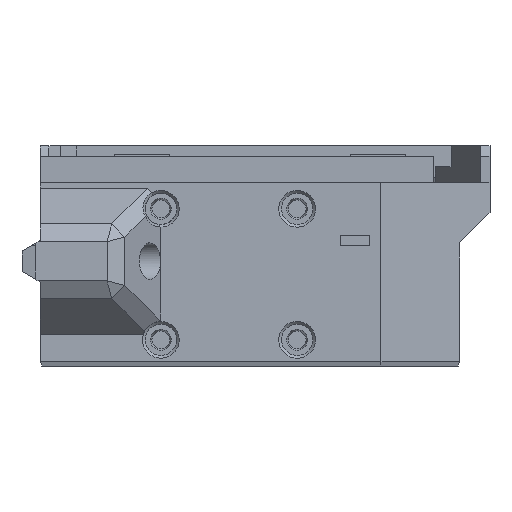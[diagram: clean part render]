
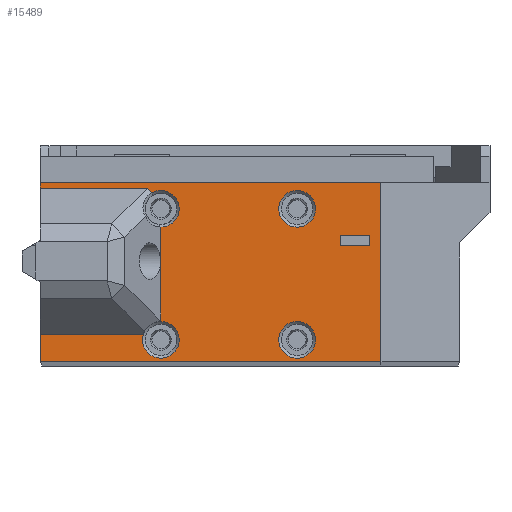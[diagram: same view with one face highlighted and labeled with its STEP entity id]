
A CAD part, front view. The second image highlights one B-rep face of the part: STEP entity #15489.
In plain terms, the highlighted planar face has unit normal (0, -1, 0).
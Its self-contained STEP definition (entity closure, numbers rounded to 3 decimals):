
#254=FACE_BOUND('',#2123,.T.);
#255=FACE_BOUND('',#2124,.T.);
#256=FACE_BOUND('',#2125,.T.);
#546=CIRCLE('',#16437,3.5);
#547=CIRCLE('',#16443,3.5);
#548=CIRCLE('',#16447,3.5);
#549=CIRCLE('',#16449,3.5);
#550=CIRCLE('',#16450,3.5);
#1221=FACE_OUTER_BOUND('',#2122,.T.);
#2122=EDGE_LOOP('',(#12536,#12537,#12538,#12539,#12540,#12541,#12542,#12543,
#12544,#12545,#12546,#12547,#12548,#12549));
#2123=EDGE_LOOP('',(#12550));
#2124=EDGE_LOOP('',(#12551,#12552,#12553,#12554));
#2125=EDGE_LOOP('',(#12555));
#2695=LINE('',#21787,#4520);
#3428=LINE('',#23895,#5253);
#3431=LINE('',#23900,#5256);
#3433=LINE('',#23904,#5258);
#3435=LINE('',#23907,#5260);
#3437=LINE('',#23914,#5262);
#3441=LINE('',#23919,#5266);
#3442=LINE('',#23921,#5267);
#3444=LINE('',#23938,#5269);
#3606=LINE('',#24307,#5431);
#3735=LINE('',#24654,#5560);
#3766=LINE('',#24771,#5591);
#3767=LINE('',#24773,#5592);
#3768=LINE('',#24774,#5593);
#3769=LINE('',#24775,#5594);
#4520=VECTOR('',#17387,10.);
#5253=VECTOR('',#19194,10.);
#5256=VECTOR('',#19199,10.);
#5258=VECTOR('',#19203,10.);
#5260=VECTOR('',#19207,10.);
#5262=VECTOR('',#19215,10.);
#5266=VECTOR('',#19221,10.);
#5267=VECTOR('',#19222,10.);
#5269=VECTOR('',#19236,10.);
#5431=VECTOR('',#19552,10.);
#5560=VECTOR('',#19839,10.);
#5591=VECTOR('',#19906,10.);
#5592=VECTOR('',#19907,10.);
#5593=VECTOR('',#19908,10.);
#5594=VECTOR('',#19909,10.);
#6370=VERTEX_POINT('',#21784);
#6371=VERTEX_POINT('',#21786);
#6806=VERTEX_POINT('',#23048);
#6887=VERTEX_POINT('',#23381);
#6888=VERTEX_POINT('',#23383);
#6986=VERTEX_POINT('',#23889);
#6987=VERTEX_POINT('',#23893);
#6988=VERTEX_POINT('',#23894);
#6989=VERTEX_POINT('',#23899);
#6990=VERTEX_POINT('',#23903);
#6991=VERTEX_POINT('',#23909);
#6992=VERTEX_POINT('',#23913);
#6993=VERTEX_POINT('',#23920);
#6994=VERTEX_POINT('',#23926);
#6995=VERTEX_POINT('',#23932);
#6996=VERTEX_POINT('',#23937);
#7114=VERTEX_POINT('',#24305);
#7191=VERTEX_POINT('',#24651);
#7192=VERTEX_POINT('',#24653);
#7219=VERTEX_POINT('',#24772);
#7804=EDGE_CURVE('',#6370,#6371,#2695,.T.);
#8749=EDGE_CURVE('',#6986,#6986,#546,.T.);
#8751=EDGE_CURVE('',#6987,#6988,#3428,.T.);
#8754=EDGE_CURVE('',#6988,#6989,#3431,.T.);
#8756=EDGE_CURVE('',#6989,#6990,#3433,.T.);
#8758=EDGE_CURVE('',#6987,#6990,#3435,.T.);
#8759=EDGE_CURVE('',#6991,#6991,#547,.T.);
#8761=EDGE_CURVE('',#6888,#6992,#3437,.F.);
#8765=EDGE_CURVE('',#6806,#6992,#3441,.T.);
#8766=EDGE_CURVE('',#6993,#6806,#3442,.T.);
#8768=EDGE_CURVE('',#6993,#6994,#548,.T.);
#8770=EDGE_CURVE('',#6887,#6995,#549,.T.);
#8772=EDGE_CURVE('',#6995,#6888,#550,.T.);
#8773=EDGE_CURVE('',#6994,#6996,#3444,.F.);
#8953=EDGE_CURVE('',#6887,#7114,#3606,.T.);
#9105=EDGE_CURVE('',#7191,#7192,#3735,.T.);
#9143=EDGE_CURVE('',#7192,#7114,#3766,.T.);
#9144=EDGE_CURVE('',#7191,#7219,#3767,.T.);
#9145=EDGE_CURVE('',#6371,#7219,#3768,.T.);
#9146=EDGE_CURVE('',#6370,#6996,#3769,.T.);
#12536=ORIENTED_EDGE('',*,*,#8770,.F.);
#12537=ORIENTED_EDGE('',*,*,#8953,.T.);
#12538=ORIENTED_EDGE('',*,*,#9143,.F.);
#12539=ORIENTED_EDGE('',*,*,#9105,.F.);
#12540=ORIENTED_EDGE('',*,*,#9144,.T.);
#12541=ORIENTED_EDGE('',*,*,#9145,.F.);
#12542=ORIENTED_EDGE('',*,*,#7804,.F.);
#12543=ORIENTED_EDGE('',*,*,#9146,.T.);
#12544=ORIENTED_EDGE('',*,*,#8773,.F.);
#12545=ORIENTED_EDGE('',*,*,#8768,.F.);
#12546=ORIENTED_EDGE('',*,*,#8766,.T.);
#12547=ORIENTED_EDGE('',*,*,#8765,.T.);
#12548=ORIENTED_EDGE('',*,*,#8761,.F.);
#12549=ORIENTED_EDGE('',*,*,#8772,.F.);
#12550=ORIENTED_EDGE('',*,*,#8759,.F.);
#12551=ORIENTED_EDGE('',*,*,#8758,.T.);
#12552=ORIENTED_EDGE('',*,*,#8756,.F.);
#12553=ORIENTED_EDGE('',*,*,#8754,.F.);
#12554=ORIENTED_EDGE('',*,*,#8751,.F.);
#12555=ORIENTED_EDGE('',*,*,#8749,.F.);
#14727=PLANE('',#16625);
#15489=ADVANCED_FACE('',(#1221,#254,#255,#256),#14727,.T.);
#16437=AXIS2_PLACEMENT_3D('',#23890,#19189,#19190);
#16443=AXIS2_PLACEMENT_3D('',#23910,#19210,#19211);
#16447=AXIS2_PLACEMENT_3D('',#23927,#19225,#19226);
#16449=AXIS2_PLACEMENT_3D('',#23933,#19229,#19230);
#16450=AXIS2_PLACEMENT_3D('',#23935,#19232,#19233);
#16625=AXIS2_PLACEMENT_3D('',#24770,#19904,#19905);
#17387=DIRECTION('',(0.,0.,1.));
#19189=DIRECTION('center_axis',(0.,-1.,0.));
#19190=DIRECTION('ref_axis',(-1.,0.,0.));
#19194=DIRECTION('',(0.,0.,1.));
#19199=DIRECTION('',(-1.,0.,0.));
#19203=DIRECTION('',(0.,0.,-1.));
#19207=DIRECTION('',(-1.,0.,0.));
#19210=DIRECTION('center_axis',(0.,-1.,0.));
#19211=DIRECTION('ref_axis',(-1.,0.,0.));
#19215=DIRECTION('',(-0.707,0.,-0.707));
#19221=DIRECTION('',(0.,0.,-1.));
#19222=DIRECTION('',(0.,0.,-1.));
#19225=DIRECTION('center_axis',(0.,-1.,0.));
#19226=DIRECTION('ref_axis',(1.,0.,0.));
#19229=DIRECTION('center_axis',(0.,-1.,0.));
#19230=DIRECTION('ref_axis',(-1.,0.,0.));
#19232=DIRECTION('center_axis',(0.,-1.,0.));
#19233=DIRECTION('ref_axis',(-1.,0.,0.));
#19236=DIRECTION('',(0.707,0.,-0.707));
#19552=DIRECTION('',(-1.,0.,0.));
#19839=DIRECTION('',(-1.,0.,0.));
#19904=DIRECTION('center_axis',(0.,-1.,0.));
#19905=DIRECTION('ref_axis',(1.,0.,0.));
#19906=DIRECTION('',(0.,0.,1.));
#19907=DIRECTION('',(0.,0.,1.));
#19908=DIRECTION('',(1.,0.,0.));
#19909=DIRECTION('',(1.,0.,0.));
#21784=CARTESIAN_POINT('',(-36.,-15.,33.939));
#21786=CARTESIAN_POINT('',(-36.,-15.,35.));
#21787=CARTESIAN_POINT('',(-36.,-15.,0.));
#23048=CARTESIAN_POINT('',(-13.061,-15.,20.));
#23381=CARTESIAN_POINT('',(-16.335,-15.,6.061));
#23383=CARTESIAN_POINT('',(-13.141,-15.,8.497));
#23889=CARTESIAN_POINT('',(16.5,-15.,30.));
#23890=CARTESIAN_POINT('Origin',(13.,-15.,30.));
#23893=CARTESIAN_POINT('',(26.8,-15.,23.));
#23894=CARTESIAN_POINT('',(26.8,-15.,25.));
#23895=CARTESIAN_POINT('',(26.8,-15.,12.8));
#23899=CARTESIAN_POINT('',(21.2,-15.,25.));
#23900=CARTESIAN_POINT('',(21.2,-15.,25.));
#23903=CARTESIAN_POINT('',(21.2,-15.,23.));
#23904=CARTESIAN_POINT('',(21.2,-15.,12.8));
#23907=CARTESIAN_POINT('',(-6.,-15.,23.));
#23909=CARTESIAN_POINT('',(16.5,-15.,5.));
#23910=CARTESIAN_POINT('Origin',(13.,-15.,5.));
#23913=CARTESIAN_POINT('',(-13.061,-15.,8.577));
#23914=CARTESIAN_POINT('',(-21.569,-15.,0.069));
#23919=CARTESIAN_POINT('',(-13.061,-15.,10.));
#23920=CARTESIAN_POINT('',(-13.061,-15.,26.501));
#23921=CARTESIAN_POINT('',(-13.061,-15.,10.));
#23926=CARTESIAN_POINT('',(-14.699,-15.,33.06));
#23927=CARTESIAN_POINT('Origin',(-13.,-15.,30.));
#23932=CARTESIAN_POINT('',(-9.5,-15.,5.));
#23933=CARTESIAN_POINT('Origin',(-13.,-15.,5.));
#23935=CARTESIAN_POINT('Origin',(-13.,-15.,5.));
#23937=CARTESIAN_POINT('',(-15.577,-15.,33.939));
#23938=CARTESIAN_POINT('',(-11.569,-15.,29.931));
#24305=CARTESIAN_POINT('',(-36.,-15.,6.061));
#24307=CARTESIAN_POINT('',(-36.,-15.,6.061));
#24651=CARTESIAN_POINT('',(29.,-15.,0.824));
#24653=CARTESIAN_POINT('',(-36.,-15.,0.824));
#24654=CARTESIAN_POINT('',(-17.049,-15.,0.824));
#24770=CARTESIAN_POINT('Origin',(-36.,-15.,0.));
#24771=CARTESIAN_POINT('',(-36.,-15.,0.));
#24772=CARTESIAN_POINT('',(29.,-15.,35.));
#24773=CARTESIAN_POINT('',(29.,-15.,0.));
#24774=CARTESIAN_POINT('',(-36.,-15.,35.));
#24775=CARTESIAN_POINT('',(-36.,-15.,33.939));
